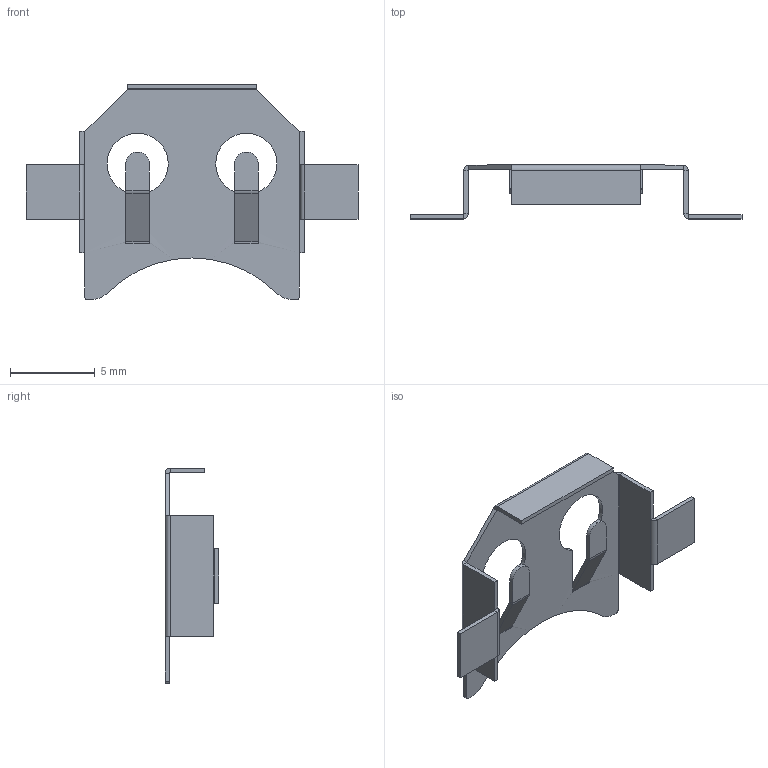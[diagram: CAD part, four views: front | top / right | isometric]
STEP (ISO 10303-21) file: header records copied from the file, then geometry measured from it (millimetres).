
FILE_DESCRIPTION (( 'STEP AP214' ), '1' );
FILE_NAME ('BK-885.STEP', '2019-04-05T18:48:21', ( '' ), ( '' ), 'SwSTEP 2.0', 'SolidWorks 2017', '' );
FILE_SCHEMA (( 'AUTOMOTIVE_DESIGN' ));
Length unit declared in the file: millimetre
Products named in the file (1): BK-885
Bounding box: 19.54 x 3.17 x 12.7 mm (x, y, z)
Volume: 49.6 mm3; surface area: 429.4 mm2
Topology: 1 solids, 1 shells, 99 faces, 235 edges, 138 vertices
Faces by surface type: plane 67, cylinder 32
Entity records: 2839 total; most frequent: CARTESIAN_POINT 533, DIRECTION 471, ORIENTED_EDGE 470, EDGE_CURVE 235, VECTOR 159, LINE 159, AXIS2_PLACEMENT_3D 156, VERTEX_POINT 138
